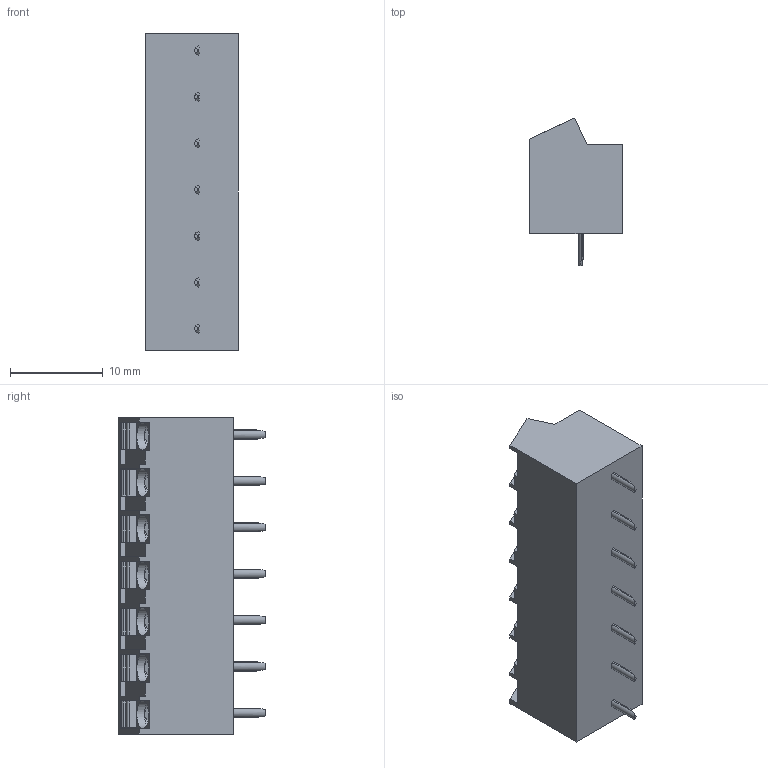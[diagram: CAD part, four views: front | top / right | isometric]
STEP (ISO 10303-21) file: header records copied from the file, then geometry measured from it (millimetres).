
FILE_DESCRIPTION((''),'2;1');
FILE_NAME('PRT0007','2024-09-25T',('sj'),(''),'PRO/ENGINEER BY PARAMETRIC TECHNOLOGY CORPORATION, 2013240','PRO/ENGINEER BY PARAMETRIC TECHNOLOGY CORPORATION, 2013240','');
FILE_SCHEMA(('AUTOMOTIVE_DESIGN_CC2 { 1 2 10303 214 -1 1 5 2 }'));
Length unit declared in the file: millimetre
Products named in the file (1): PRT0007
Bounding box: 10 x 15.9 x 34.1 mm (x, y, z)
Volume: 3408.1 mm3; surface area: 2105.2 mm2
Topology: 1 solids, 1 shells, 307 faces, 852 edges, 568 vertices
Faces by surface type: plane 223, cylinder 70, cone 14
Entity records: 9980 total; most frequent: CARTESIAN_POINT 2102, ORIENTED_EDGE 1704, DIRECTION 1529, EDGE_CURVE 852, VECTOR 621, LINE 621, VERTEX_POINT 568, AXIS2_PLACEMENT_3D 454
